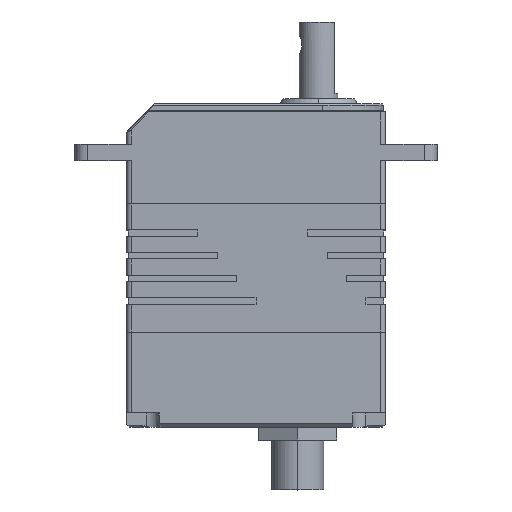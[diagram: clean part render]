
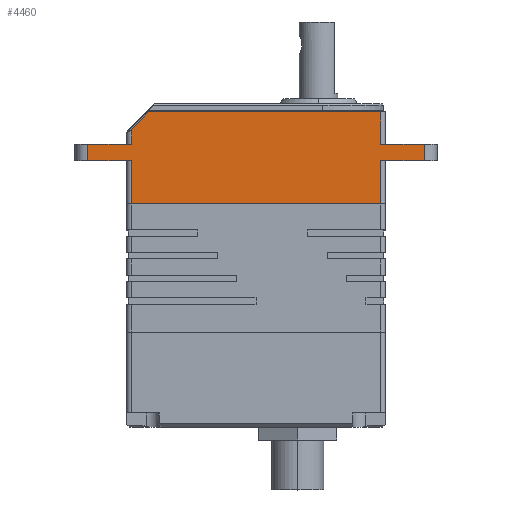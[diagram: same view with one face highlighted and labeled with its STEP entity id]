
A CAD part, top view. The second image highlights one B-rep face of the part: STEP entity #4460.
In plain terms, the highlighted face is planar.
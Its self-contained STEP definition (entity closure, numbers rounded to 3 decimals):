
#57 = DIRECTION ( 'NONE',  ( 0., 0., -1. ) ) ;
#596 = DIRECTION ( 'NONE',  ( 0., 0., 1. ) ) ;
#787 = EDGE_CURVE ( 'NONE', #3296, #5815, #7872, .T. ) ;
#1031 = LINE ( 'NONE', #6565, #2347 ) ;
#1133 = ORIENTED_EDGE ( 'NONE', *, *, #787, .F. ) ;
#1143 = CARTESIAN_POINT ( 'NONE',  ( 19.3, 10., -4.1 ) ) ;
#1209 = CARTESIAN_POINT ( 'NONE',  ( -28.6, 10., -3.388 ) ) ;
#1378 = DIRECTION ( 'NONE',  ( -1., 0., 0. ) ) ;
#1432 = EDGE_CURVE ( 'NONE', #5584, #12723, #14135, .T. ) ;
#1807 = VECTOR ( 'NONE', #57, 1000. ) ;
#1827 = EDGE_CURVE ( 'NONE', #11792, #11700, #1031, .T. ) ;
#2061 = EDGE_CURVE ( 'NONE', #10784, #12723, #10293, .T. ) ;
#2079 = FACE_OUTER_BOUND ( 'NONE', #10568, .T. ) ;
#2085 = VERTEX_POINT ( 'NONE', #12282 ) ;
#2224 = EDGE_CURVE ( 'NONE', #11700, #11337, #10722, .T. ) ;
#2347 = VECTOR ( 'NONE', #9727, 1000. ) ;
#2396 = EDGE_CURVE ( 'NONE', #6250, #5584, #7427, .T. ) ;
#2471 = CARTESIAN_POINT ( 'NONE',  ( -18.392, 10., -16.497 ) ) ;
#2622 = CARTESIAN_POINT ( 'NONE',  ( 26., 10., -13.3 ) ) ;
#2721 = ORIENTED_EDGE ( 'NONE', *, *, #13082, .F. ) ;
#2838 = ORIENTED_EDGE ( 'NONE', *, *, #2396, .T. ) ;
#3070 = ORIENTED_EDGE ( 'NONE', *, *, #12764, .T. ) ;
#3296 = VERTEX_POINT ( 'NONE', #13524 ) ;
#3580 = AXIS2_PLACEMENT_3D ( 'NONE', #1209, #5506, #14423 ) ;
#3607 = LINE ( 'NONE', #1143, #10320 ) ;
#3893 = VECTOR ( 'NONE', #6302, 1000. ) ;
#3971 = VERTEX_POINT ( 'NONE', #8813 ) ;
#3973 = CARTESIAN_POINT ( 'NONE',  ( -19.3, 10., -13.8 ) ) ;
#3991 = CARTESIAN_POINT ( 'NONE',  ( 19.3, 10., -18.35 ) ) ;
#4165 = ORIENTED_EDGE ( 'NONE', *, *, #2224, .F. ) ;
#4262 = ORIENTED_EDGE ( 'NONE', *, *, #2061, .F. ) ;
#4325 = LINE ( 'NONE', #4396, #3893 ) ;
#4396 = CARTESIAN_POINT ( 'NONE',  ( 19.3, 10., -18.35 ) ) ;
#4460 = ADVANCED_FACE ( 'NONE', ( #2079 ), #11006, .F. ) ;
#4518 = CARTESIAN_POINT ( 'NONE',  ( -26., 10., -13.3 ) ) ;
#4669 = CARTESIAN_POINT ( 'NONE',  ( -19.3, 10., -10.8 ) ) ;
#4795 = VERTEX_POINT ( 'NONE', #8351 ) ;
#4864 = CARTESIAN_POINT ( 'NONE',  ( 19.3, 10., -13.3 ) ) ;
#4944 = DIRECTION ( 'NONE',  ( 1., 0., 0. ) ) ;
#5480 = EDGE_CURVE ( 'NONE', #4795, #6250, #11369, .T. ) ;
#5506 = DIRECTION ( 'NONE',  ( 0., -1., 0. ) ) ;
#5584 = VERTEX_POINT ( 'NONE', #11760 ) ;
#5734 = CARTESIAN_POINT ( 'NONE',  ( -26., 10., -13.3 ) ) ;
#5815 = VERTEX_POINT ( 'NONE', #9315 ) ;
#6075 = ORIENTED_EDGE ( 'NONE', *, *, #1827, .F. ) ;
#6088 = VECTOR ( 'NONE', #10801, 1000. ) ;
#6250 = VERTEX_POINT ( 'NONE', #7012 ) ;
#6302 = DIRECTION ( 'NONE',  ( -1., 0., 0. ) ) ;
#6309 = VECTOR ( 'NONE', #11459, 1000. ) ;
#6337 = CARTESIAN_POINT ( 'NONE',  ( -19.3, 10., -14.686 ) ) ;
#6340 = VECTOR ( 'NONE', #8996, 1000. ) ;
#6347 = CARTESIAN_POINT ( 'NONE',  ( -19.3, 10., -10.8 ) ) ;
#6452 = ORIENTED_EDGE ( 'NONE', *, *, #13110, .F. ) ;
#6540 = VECTOR ( 'NONE', #1378, 1000. ) ;
#6565 = CARTESIAN_POINT ( 'NONE',  ( 19.3, 10., -18.35 ) ) ;
#6697 = CARTESIAN_POINT ( 'NONE',  ( -26., 10., -10.8 ) ) ;
#6871 = LINE ( 'NONE', #4669, #12858 ) ;
#6925 = CARTESIAN_POINT ( 'NONE',  ( -26., 10., -10.8 ) ) ;
#6992 = EDGE_CURVE ( 'NONE', #11643, #10784, #10068, .T. ) ;
#7012 = CARTESIAN_POINT ( 'NONE',  ( -19.3, 10., -15.571 ) ) ;
#7210 = ORIENTED_EDGE ( 'NONE', *, *, #8257, .T. ) ;
#7427 = LINE ( 'NONE', #6337, #6088 ) ;
#7764 = VECTOR ( 'NONE', #13401, 1000. ) ;
#7872 = LINE ( 'NONE', #12348, #6540 ) ;
#7924 = CARTESIAN_POINT ( 'NONE',  ( -19.3, 10., -13.3 ) ) ;
#8257 = EDGE_CURVE ( 'NONE', #11792, #4795, #4325, .T. ) ;
#8351 = CARTESIAN_POINT ( 'NONE',  ( -16.576, 10., -18.35 ) ) ;
#8813 = CARTESIAN_POINT ( 'NONE',  ( 19.3, 10., -10.8 ) ) ;
#8982 = ORIENTED_EDGE ( 'NONE', *, *, #6992, .F. ) ;
#8996 = DIRECTION ( 'NONE',  ( 0., 0., 1. ) ) ;
#9106 = ORIENTED_EDGE ( 'NONE', *, *, #11325, .T. ) ;
#9315 = CARTESIAN_POINT ( 'NONE',  ( -19.3, 10., -4.1 ) ) ;
#9709 = ORIENTED_EDGE ( 'NONE', *, *, #12271, .F. ) ;
#9727 = DIRECTION ( 'NONE',  ( 0., 0., 1. ) ) ;
#9757 = ORIENTED_EDGE ( 'NONE', *, *, #5480, .T. ) ;
#10053 = DIRECTION ( 'NONE',  ( 0., 0., -1. ) ) ;
#10068 = LINE ( 'NONE', #6697, #1807 ) ;
#10250 = DIRECTION ( 'NONE',  ( -1., 0., 0. ) ) ;
#10293 = LINE ( 'NONE', #4518, #6309 ) ;
#10320 = VECTOR ( 'NONE', #10053, 1000. ) ;
#10368 = CARTESIAN_POINT ( 'NONE',  ( -19.3, 10., -15.571 ) ) ;
#10568 = EDGE_LOOP ( 'NONE', ( #6075, #7210, #9757, #2838, #11498, #4262, #8982, #6452, #9106, #1133, #3070, #2721, #9709, #4165 ) ) ;
#10722 = LINE ( 'NONE', #4864, #14022 ) ;
#10784 = VERTEX_POINT ( 'NONE', #5734 ) ;
#10801 = DIRECTION ( 'NONE',  ( 0., 0., 1. ) ) ;
#10850 = DIRECTION ( 'NONE',  ( 0., 0., 1. ) ) ;
#11006 = PLANE ( 'NONE',  #3580 ) ;
#11112 = LINE ( 'NONE', #12355, #6340 ) ;
#11271 = VECTOR ( 'NONE', #10250, 1000. ) ;
#11325 = EDGE_CURVE ( 'NONE', #13864, #5815, #6871, .T. ) ;
#11337 = VERTEX_POINT ( 'NONE', #2622 ) ;
#11369 = B_SPLINE_CURVE_WITH_KNOTS ( 'NONE', 3,
 ( #13722, #12283, #2471, #10368 ),
 .UNSPECIFIED., .F., .F.,
 ( 4, 4 ),
 ( 0., 1. ),
 .UNSPECIFIED. ) ;
#11416 = LINE ( 'NONE', #13461, #7764 ) ;
#11459 = DIRECTION ( 'NONE',  ( 1., 0., 0. ) ) ;
#11498 = ORIENTED_EDGE ( 'NONE', *, *, #1432, .T. ) ;
#11643 = VERTEX_POINT ( 'NONE', #6925 ) ;
#11700 = VERTEX_POINT ( 'NONE', #13646 ) ;
#11718 = VECTOR ( 'NONE', #10850, 1000. ) ;
#11760 = CARTESIAN_POINT ( 'NONE',  ( -19.3, 10., -13.8 ) ) ;
#11792 = VERTEX_POINT ( 'NONE', #3991 ) ;
#12271 = EDGE_CURVE ( 'NONE', #11337, #2085, #11112, .T. ) ;
#12282 = CARTESIAN_POINT ( 'NONE',  ( 26., 10., -10.8 ) ) ;
#12283 = CARTESIAN_POINT ( 'NONE',  ( -17.484, 10., -17.424 ) ) ;
#12348 = CARTESIAN_POINT ( 'NONE',  ( 19.3, 10., -4.1 ) ) ;
#12355 = CARTESIAN_POINT ( 'NONE',  ( 26., 10., -13.3 ) ) ;
#12723 = VERTEX_POINT ( 'NONE', #7924 ) ;
#12764 = EDGE_CURVE ( 'NONE', #3296, #3971, #3607, .T. ) ;
#12858 = VECTOR ( 'NONE', #596, 1000. ) ;
#13039 = LINE ( 'NONE', #13325, #11271 ) ;
#13082 = EDGE_CURVE ( 'NONE', #2085, #3971, #13039, .T. ) ;
#13110 = EDGE_CURVE ( 'NONE', #13864, #11643, #11416, .T. ) ;
#13325 = CARTESIAN_POINT ( 'NONE',  ( 26., 10., -10.8 ) ) ;
#13401 = DIRECTION ( 'NONE',  ( -1., 0., 0. ) ) ;
#13461 = CARTESIAN_POINT ( 'NONE',  ( -19.3, 10., -10.8 ) ) ;
#13524 = CARTESIAN_POINT ( 'NONE',  ( 19.3, 10., -4.1 ) ) ;
#13646 = CARTESIAN_POINT ( 'NONE',  ( 19.3, 10., -13.3 ) ) ;
#13722 = CARTESIAN_POINT ( 'NONE',  ( -16.576, 10., -18.35 ) ) ;
#13864 = VERTEX_POINT ( 'NONE', #6347 ) ;
#14022 = VECTOR ( 'NONE', #4944, 1000. ) ;
#14135 = LINE ( 'NONE', #3973, #11718 ) ;
#14423 = DIRECTION ( 'NONE',  ( 0., 0., -1. ) ) ;
